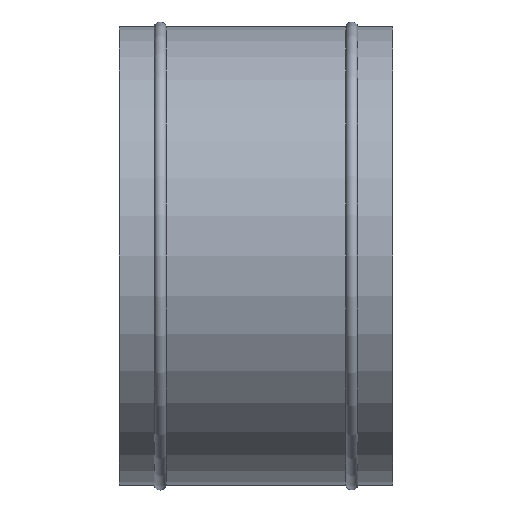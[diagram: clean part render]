
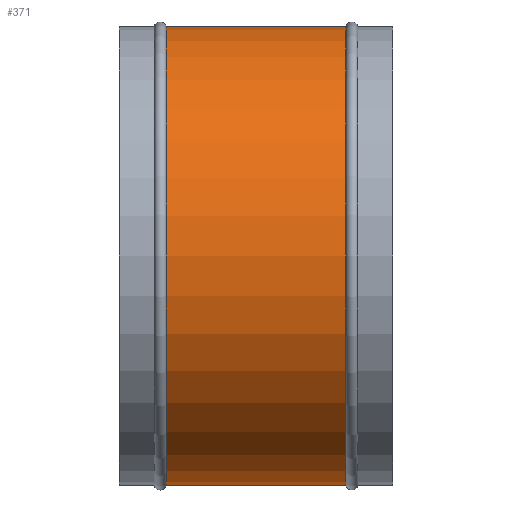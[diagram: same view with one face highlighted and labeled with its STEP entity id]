
A CAD part, front view. The second image highlights one B-rep face of the part: STEP entity #371.
In plain terms, the highlighted cylindrical face has radius 167.5 mm (diameter 335 mm), a partial arc.
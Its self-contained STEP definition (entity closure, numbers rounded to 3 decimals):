
#2 = ORIENTED_EDGE ( 'NONE', *, *, #394, .F. ) ;
#4 = VECTOR ( 'NONE', #193, 1000. ) ;
#13 = FACE_OUTER_BOUND ( 'NONE', #196, .T. ) ;
#42 = DIRECTION ( 'NONE',  ( 0., 0., 1. ) ) ;
#47 = CARTESIAN_POINT ( 'NONE',  ( 34.387, 0., -167.5 ) ) ;
#68 = VERTEX_POINT ( 'NONE', #47 ) ;
#83 = EDGE_CURVE ( 'NONE', #68, #414, #208, .T. ) ;
#85 = LINE ( 'NONE', #201, #393 ) ;
#124 = CIRCLE ( 'NONE', #309, 167.5 ) ;
#127 = DIRECTION ( 'NONE',  ( -1., 0., 0. ) ) ;
#141 = CARTESIAN_POINT ( 'NONE',  ( 165.613, 0., 167.5 ) ) ;
#162 = CARTESIAN_POINT ( 'NONE',  ( 0., 0., -167.5 ) ) ;
#168 = DIRECTION ( 'NONE',  ( 0., 0., 1. ) ) ;
#180 = VERTEX_POINT ( 'NONE', #409 ) ;
#193 = DIRECTION ( 'NONE',  ( -1., 0., 0. ) ) ;
#196 = EDGE_LOOP ( 'NONE', ( #2, #282, #200, #370 ) ) ;
#200 = ORIENTED_EDGE ( 'NONE', *, *, #235, .T. ) ;
#201 = CARTESIAN_POINT ( 'NONE',  ( 0., 0., 167.5 ) ) ;
#208 = CIRCLE ( 'NONE', #352, 167.5 ) ;
#225 = CARTESIAN_POINT ( 'NONE',  ( 34.387, 0., 167.5 ) ) ;
#227 = DIRECTION ( 'NONE',  ( 0., 0., 1. ) ) ;
#235 = EDGE_CURVE ( 'NONE', #264, #414, #85, .T. ) ;
#254 = CARTESIAN_POINT ( 'NONE',  ( 165.613, 0., 0. ) ) ;
#261 = CARTESIAN_POINT ( 'NONE',  ( 0., 0., 0. ) ) ;
#264 = VERTEX_POINT ( 'NONE', #141 ) ;
#282 = ORIENTED_EDGE ( 'NONE', *, *, #283, .T. ) ;
#283 = EDGE_CURVE ( 'NONE', #180, #264, #124, .T. ) ;
#288 = CYLINDRICAL_SURFACE ( 'NONE', #326, 167.5 ) ;
#299 = DIRECTION ( 'NONE',  ( -1., 0., 0. ) ) ;
#309 = AXIS2_PLACEMENT_3D ( 'NONE', #254, #127, #42 ) ;
#326 = AXIS2_PLACEMENT_3D ( 'NONE', #261, #328, #227 ) ;
#328 = DIRECTION ( 'NONE',  ( -1., 0., 0. ) ) ;
#340 = DIRECTION ( 'NONE',  ( -1., 0., 0. ) ) ;
#343 = CARTESIAN_POINT ( 'NONE',  ( 34.387, 0., 0. ) ) ;
#352 = AXIS2_PLACEMENT_3D ( 'NONE', #343, #299, #168 ) ;
#370 = ORIENTED_EDGE ( 'NONE', *, *, #83, .F. ) ;
#371 = ADVANCED_FACE ( 'NONE', ( #13 ), #288, .T. ) ;
#393 = VECTOR ( 'NONE', #340, 1000. ) ;
#394 = EDGE_CURVE ( 'NONE', #180, #68, #401, .T. ) ;
#401 = LINE ( 'NONE', #162, #4 ) ;
#409 = CARTESIAN_POINT ( 'NONE',  ( 165.613, 0., -167.5 ) ) ;
#414 = VERTEX_POINT ( 'NONE', #225 ) ;
